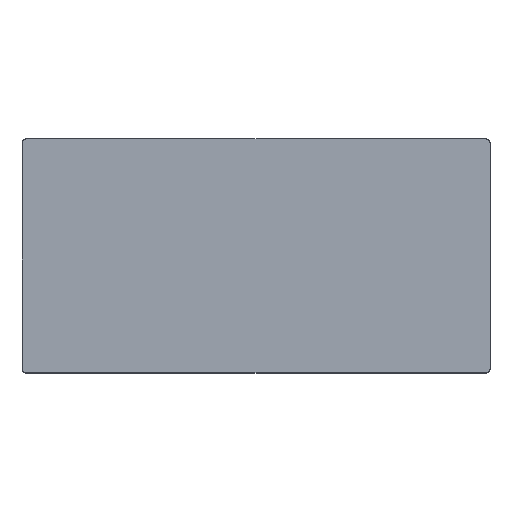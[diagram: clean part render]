
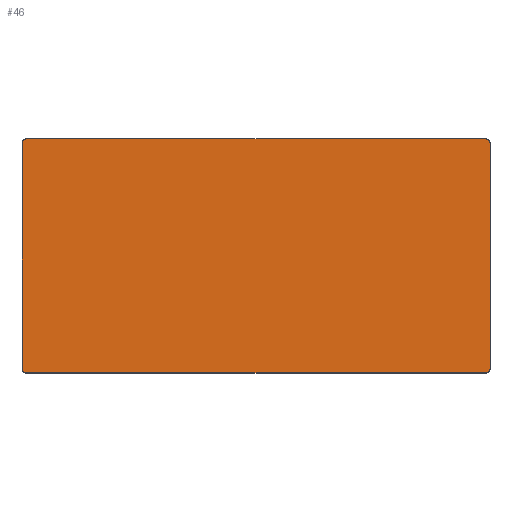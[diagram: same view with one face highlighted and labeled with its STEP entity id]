
A CAD part, top view. The second image highlights one B-rep face of the part: STEP entity #46.
In plain terms, the highlighted planar face has unit normal (0, 0, 1).
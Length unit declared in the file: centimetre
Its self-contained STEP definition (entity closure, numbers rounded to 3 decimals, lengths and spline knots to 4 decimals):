
#13=PLANE($,#502);
#46=ADVANCED_FACE($,(#74),#13,.T.);
#74=FACE_OUTER_BOUND($,#102,.T.);
#102=EDGE_LOOP($,(#194,#195,#196,#197,#198,#199,#200,#201));
#194=ORIENTED_EDGE($,*,*,#281,.F.);
#195=ORIENTED_EDGE($,*,*,#272,.F.);
#196=ORIENTED_EDGE($,*,*,#280,.F.);
#197=ORIENTED_EDGE($,*,*,#271,.F.);
#198=ORIENTED_EDGE($,*,*,#279,.F.);
#199=ORIENTED_EDGE($,*,*,#270,.F.);
#200=ORIENTED_EDGE($,*,*,#278,.F.);
#201=ORIENTED_EDGE($,*,*,#273,.F.);
#270=EDGE_CURVE($,#323,#322,#408,.T.);
#271=EDGE_CURVE($,#325,#324,#409,.T.);
#272=EDGE_CURVE($,#327,#326,#410,.T.);
#273=EDGE_CURVE($,#329,#328,#411,.T.);
#278=EDGE_CURVE($,#328,#323,#371,.T.);
#279=EDGE_CURVE($,#322,#325,#372,.T.);
#280=EDGE_CURVE($,#324,#327,#373,.T.);
#281=EDGE_CURVE($,#326,#329,#374,.T.);
#322=VERTEX_POINT($,#1396);
#323=VERTEX_POINT($,#1397);
#324=VERTEX_POINT($,#1398);
#325=VERTEX_POINT($,#1399);
#326=VERTEX_POINT($,#1400);
#327=VERTEX_POINT($,#1401);
#328=VERTEX_POINT($,#1402);
#329=VERTEX_POINT($,#1403);
#371=(
BOUNDED_CURVE()
B_SPLINE_CURVE(2,(#1290,#1291,#1292),.UNSPECIFIED.,.F.,.F.)
B_SPLINE_CURVE_WITH_KNOTS((3,3),(-1.,0.),.UNSPECIFIED.)
CURVE()
GEOMETRIC_REPRESENTATION_ITEM()
RATIONAL_B_SPLINE_CURVE((1.,0.707,1.))
REPRESENTATION_ITEM($)
);
#372=(
BOUNDED_CURVE()
B_SPLINE_CURVE(2,(#1293,#1294,#1295),.UNSPECIFIED.,.F.,.F.)
B_SPLINE_CURVE_WITH_KNOTS((3,3),(0.,1.),.UNSPECIFIED.)
CURVE()
GEOMETRIC_REPRESENTATION_ITEM()
RATIONAL_B_SPLINE_CURVE((1.,0.707,1.))
REPRESENTATION_ITEM($)
);
#373=(
BOUNDED_CURVE()
B_SPLINE_CURVE(2,(#1296,#1297,#1298),.UNSPECIFIED.,.F.,.F.)
B_SPLINE_CURVE_WITH_KNOTS((3,3),(0.,1.),.UNSPECIFIED.)
CURVE()
GEOMETRIC_REPRESENTATION_ITEM()
RATIONAL_B_SPLINE_CURVE((1.,0.707,1.))
REPRESENTATION_ITEM($)
);
#374=(
BOUNDED_CURVE()
B_SPLINE_CURVE(2,(#1299,#1300,#1301),.UNSPECIFIED.,.F.,.F.)
B_SPLINE_CURVE_WITH_KNOTS((3,3),(0.,1.),.UNSPECIFIED.)
CURVE()
GEOMETRIC_REPRESENTATION_ITEM()
RATIONAL_B_SPLINE_CURVE((1.,0.707,1.))
REPRESENTATION_ITEM($)
);
#408=B_SPLINE_CURVE_WITH_KNOTS($,1,(#1270,#1271),.UNSPECIFIED.,.F.,.F.,(2,
2),(2.,118.),.UNSPECIFIED.);
#409=B_SPLINE_CURVE_WITH_KNOTS($,1,(#1272,#1273),.UNSPECIFIED.,.F.,.F.,(2,
2),(2.,238.),.UNSPECIFIED.);
#410=B_SPLINE_CURVE_WITH_KNOTS($,1,(#1274,#1275),.UNSPECIFIED.,.F.,.F.,(2,
2),(2.,118.),.UNSPECIFIED.);
#411=B_SPLINE_CURVE_WITH_KNOTS($,1,(#1276,#1277),.UNSPECIFIED.,.F.,.F.,(2,
2),(2.,238.),.UNSPECIFIED.);
#502=AXIS2_PLACEMENT_3D($,#1336,#511,$);
#511=DIRECTION($,(0.,0.,1.));
#1270=CARTESIAN_POINT($,(0.,2.,73.6));
#1271=CARTESIAN_POINT($,(0.,118.,73.6));
#1272=CARTESIAN_POINT($,(2.,120.,73.6));
#1273=CARTESIAN_POINT($,(238.,120.,73.6));
#1274=CARTESIAN_POINT($,(240.,118.,73.6));
#1275=CARTESIAN_POINT($,(240.,2.,73.6));
#1276=CARTESIAN_POINT($,(238.,0.,73.6));
#1277=CARTESIAN_POINT($,(2.,0.,73.6));
#1290=CARTESIAN_POINT($,(2.,0.,73.6));
#1291=CARTESIAN_POINT($,(0.,0.,73.6));
#1292=CARTESIAN_POINT($,(0.,2.,73.6));
#1293=CARTESIAN_POINT($,(0.,118.,73.6));
#1294=CARTESIAN_POINT($,(0.,120.,73.6));
#1295=CARTESIAN_POINT($,(2.,120.,73.6));
#1296=CARTESIAN_POINT($,(238.,120.,73.6));
#1297=CARTESIAN_POINT($,(240.,120.,73.6));
#1298=CARTESIAN_POINT($,(240.,118.,73.6));
#1299=CARTESIAN_POINT($,(240.,2.,73.6));
#1300=CARTESIAN_POINT($,(240.,0.,73.6));
#1301=CARTESIAN_POINT($,(238.,0.,73.6));
#1336=CARTESIAN_POINT($,(0.,0.,73.6));
#1396=CARTESIAN_POINT($,(0.,118.,73.6));
#1397=CARTESIAN_POINT($,(0.,2.,73.6));
#1398=CARTESIAN_POINT($,(238.,120.,73.6));
#1399=CARTESIAN_POINT($,(2.,120.,73.6));
#1400=CARTESIAN_POINT($,(240.,2.,73.6));
#1401=CARTESIAN_POINT($,(240.,118.,73.6));
#1402=CARTESIAN_POINT($,(2.,0.,73.6));
#1403=CARTESIAN_POINT($,(238.,0.,73.6));
